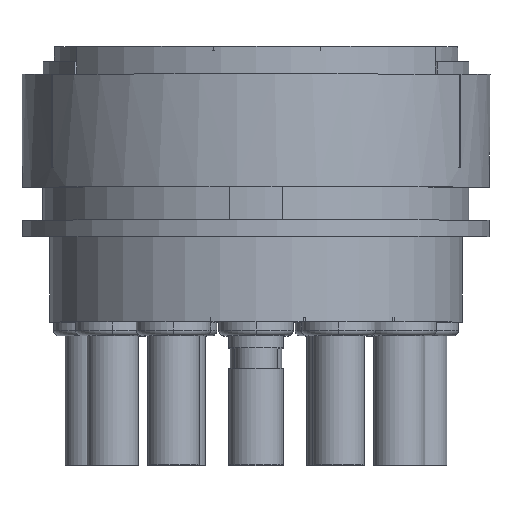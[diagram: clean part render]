
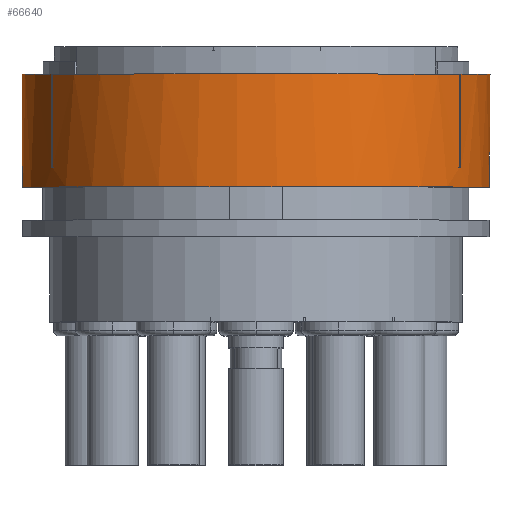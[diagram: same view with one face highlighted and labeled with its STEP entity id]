
A CAD part, top view. The second image highlights one B-rep face of the part: STEP entity #66640.
In plain terms, the highlighted cylindrical face has radius 8.5 mm (diameter 17 mm), a partial arc.
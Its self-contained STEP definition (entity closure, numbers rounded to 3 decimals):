
#26=CARTESIAN_POINT('',(0.,-4.4,0.));
#27=DIRECTION('',(0.,-1.,0.));
#28=DIRECTION('',(0.45,0.,-0.893));
#29=AXIS2_PLACEMENT_3D('',#26,#27,#28);
#474=CARTESIAN_POINT('',(0.,-1.,0.));
#475=DIRECTION('',(0.,1.,0.));
#476=DIRECTION('',(-0.785,0.,-0.619));
#477=AXIS2_PLACEMENT_3D('',#474,#475,#476);
#3457=DIRECTION('',(0.,1.,0.));
#3458=VECTOR('',#3457,0.7);
#3459=CARTESIAN_POINT('',(-7.064,-5.1,-4.727));
#3460=LINE('',#3459,#3458);
#3461=DIRECTION('',(0.,-1.,0.));
#3462=VECTOR('',#3461,2.8);
#3463=CARTESIAN_POINT('',(-6.676,-1.6,-5.262));
#3464=LINE('',#3463,#3462);
#3465=DIRECTION('',(0.,-1.,0.));
#3466=VECTOR('',#3465,0.2);
#3467=CARTESIAN_POINT('',(-6.676,-1.4,-5.262));
#3468=LINE('',#3467,#3466);
#3469=DIRECTION('',(0.,-1.,0.));
#3470=VECTOR('',#3469,0.4);
#3471=CARTESIAN_POINT('',(-6.676,-1.,-5.262));
#3472=LINE('',#3471,#3470);
#3473=DIRECTION('',(0.,-1.,0.));
#3474=VECTOR('',#3473,3.4);
#3475=CARTESIAN_POINT('',(-7.39,-1.,-4.2));
#3476=LINE('',#3475,#3474);
#3477=CARTESIAN_POINT('',(0.,-4.4,0.));
#3478=DIRECTION('',(0.,-1.,0.));
#3479=DIRECTION('',(-0.876,0.,-0.482));
#3480=AXIS2_PLACEMENT_3D('',#3477,#3478,#3479);
#3482=DIRECTION('',(0.,1.,0.));
#3483=VECTOR('',#3482,3.4);
#3484=CARTESIAN_POINT('',(-7.446,-4.4,-4.1));
#3485=LINE('',#3484,#3483);
#3486=CARTESIAN_POINT('',(0.,-1.,0.));
#3487=DIRECTION('',(0.,1.,0.));
#3488=DIRECTION('',(-0.876,0.,-0.482));
#3489=AXIS2_PLACEMENT_3D('',#3486,#3487,#3488);
#3491=CARTESIAN_POINT('',(0.,-4.4,0.));
#3492=DIRECTION('',(0.,-1.,0.));
#3493=DIRECTION('',(-0.869,0.,0.494));
#3494=AXIS2_PLACEMENT_3D('',#3491,#3492,#3493);
#3496=DIRECTION('',(0.,-1.,0.));
#3497=VECTOR('',#3496,3.4);
#3498=CARTESIAN_POINT('',(-7.39,-1.,4.2));
#3499=LINE('',#3498,#3497);
#3500=CARTESIAN_POINT('',(0.,-1.,0.));
#3501=DIRECTION('',(0.,-1.,0.));
#3502=DIRECTION('',(0.869,0.,0.494));
#3503=AXIS2_PLACEMENT_3D('',#3500,#3501,#3502);
#3505=DIRECTION('',(0.,-1.,0.));
#3506=VECTOR('',#3505,3.4);
#3507=CARTESIAN_POINT('',(7.39,-1.,4.2));
#3508=LINE('',#3507,#3506);
#3509=CARTESIAN_POINT('',(0.,-4.4,0.));
#3510=DIRECTION('',(0.,-1.,0.));
#3511=DIRECTION('',(0.876,0.,0.482));
#3512=AXIS2_PLACEMENT_3D('',#3509,#3510,#3511);
#3514=DIRECTION('',(0.,1.,0.));
#3515=VECTOR('',#3514,3.4);
#3516=CARTESIAN_POINT('',(7.446,-4.4,4.1));
#3517=LINE('',#3516,#3515);
#3518=CARTESIAN_POINT('',(0.,-1.,0.));
#3519=DIRECTION('',(0.,1.,0.));
#3520=DIRECTION('',(0.876,0.,0.482));
#3521=AXIS2_PLACEMENT_3D('',#3518,#3519,#3520);
#3523=CARTESIAN_POINT('',(0.,-4.4,0.));
#3524=DIRECTION('',(0.,-1.,0.));
#3525=DIRECTION('',(0.869,0.,-0.494));
#3526=AXIS2_PLACEMENT_3D('',#3523,#3524,#3525);
#3528=DIRECTION('',(0.,-1.,0.));
#3529=VECTOR('',#3528,3.4);
#3530=CARTESIAN_POINT('',(7.39,-1.,-4.2));
#3531=LINE('',#3530,#3529);
#3532=CARTESIAN_POINT('',(0.,-1.,0.));
#3533=DIRECTION('',(0.,-1.,0.));
#3534=DIRECTION('',(0.45,0.,-0.893));
#3535=AXIS2_PLACEMENT_3D('',#3532,#3533,#3534);
#3537=DIRECTION('',(0.,1.,0.));
#3538=VECTOR('',#3537,0.4);
#3539=CARTESIAN_POINT('',(3.827,-1.4,-7.59));
#3540=LINE('',#3539,#3538);
#3541=DIRECTION('',(0.,-1.,0.));
#3542=VECTOR('',#3541,0.2);
#3543=CARTESIAN_POINT('',(3.827,-1.4,-7.59));
#3544=LINE('',#3543,#3542);
#3545=DIRECTION('',(0.,1.,0.));
#3546=VECTOR('',#3545,2.8);
#3547=CARTESIAN_POINT('',(3.827,-4.4,-7.59));
#3548=LINE('',#3547,#3546);
#3549=DIRECTION('',(0.,1.,0.));
#3550=VECTOR('',#3549,0.7);
#3551=CARTESIAN_POINT('',(4.992,-5.1,-6.88));
#3552=LINE('',#3551,#3550);
#3557=CARTESIAN_POINT('',(0.,-5.1,0.));
#3558=DIRECTION('',(0.,-1.,0.));
#3559=DIRECTION('',(0.587,0.,-0.809));
#3560=AXIS2_PLACEMENT_3D('',#3557,#3558,#3559);
#43678=CARTESIAN_POINT('',(0.,-4.4,0.));
#43679=DIRECTION('',(0.,-1.,0.));
#43680=DIRECTION('',(-0.831,0.,-0.556));
#43681=AXIS2_PLACEMENT_3D('',#43678,#43679,#43680);
#43833=DIRECTION('',(0.,1.,0.));
#43834=VECTOR('',#43833,3.4);
#43835=CARTESIAN_POINT('',(-7.446,-4.4,4.1));
#43836=LINE('',#43835,#43834);
#44005=DIRECTION('',(0.,1.,0.));
#44006=VECTOR('',#44005,3.4);
#44007=CARTESIAN_POINT('',(7.446,-4.4,-4.1));
#44008=LINE('',#44007,#44006);
#51887=CARTESIAN_POINT('',(7.39,-1.,4.2));
#51888=VERTEX_POINT('',#51887);
#51889=CARTESIAN_POINT('',(7.39,-1.,-4.2));
#51890=VERTEX_POINT('',#51889);
#51895=CARTESIAN_POINT('',(3.827,-1.,-7.59));
#51896=VERTEX_POINT('',#51895);
#51917=CARTESIAN_POINT('',(-7.39,-1.,4.2));
#51918=VERTEX_POINT('',#51917);
#51919=CARTESIAN_POINT('',(-7.39,-1.,-4.2));
#51920=VERTEX_POINT('',#51919);
#51925=CARTESIAN_POINT('',(-6.676,-1.,-5.262));
#51926=VERTEX_POINT('',#51925);
#52773=CARTESIAN_POINT('',(-6.676,-1.4,-5.262));
#52774=CARTESIAN_POINT('',(-6.676,-1.6,-5.262));
#52775=VERTEX_POINT('',#52773);
#52776=VERTEX_POINT('',#52774);
#52777=CARTESIAN_POINT('',(-6.676,-4.4,-5.262));
#52778=VERTEX_POINT('',#52777);
#52796=CARTESIAN_POINT('',(3.827,-1.4,-7.59));
#52798=VERTEX_POINT('',#52796);
#52800=CARTESIAN_POINT('',(3.827,-1.6,-7.59));
#52802=VERTEX_POINT('',#52800);
#52813=CARTESIAN_POINT('',(3.827,-4.4,-7.59));
#52814=VERTEX_POINT('',#52813);
#56267=CARTESIAN_POINT('',(7.446,-1.,4.1));
#56268=CARTESIAN_POINT('',(7.446,-1.,-4.1));
#56269=VERTEX_POINT('',#56267);
#56270=VERTEX_POINT('',#56268);
#56271=CARTESIAN_POINT('',(-7.446,-1.,-4.1));
#56272=CARTESIAN_POINT('',(-7.446,-1.,4.1));
#56273=VERTEX_POINT('',#56271);
#56274=VERTEX_POINT('',#56272);
#56283=CARTESIAN_POINT('',(7.446,-4.4,4.1));
#56284=VERTEX_POINT('',#56283);
#56285=CARTESIAN_POINT('',(7.446,-4.4,-4.1));
#56286=VERTEX_POINT('',#56285);
#56287=CARTESIAN_POINT('',(-7.446,-4.4,-4.1));
#56288=VERTEX_POINT('',#56287);
#56289=CARTESIAN_POINT('',(-7.446,-4.4,4.1));
#56290=VERTEX_POINT('',#56289);
#57040=CARTESIAN_POINT('',(-7.064,-5.1,-4.727));
#57042=VERTEX_POINT('',#57040);
#57045=CARTESIAN_POINT('',(4.992,-5.1,-6.88));
#57047=VERTEX_POINT('',#57045);
#60670=CARTESIAN_POINT('',(-7.064,-4.4,-4.727));
#60672=VERTEX_POINT('',#60670);
#60675=CARTESIAN_POINT('',(4.992,-4.4,-6.88));
#60677=VERTEX_POINT('',#60675);
#60678=CARTESIAN_POINT('',(7.39,-4.4,-4.2));
#60680=VERTEX_POINT('',#60678);
#60684=CARTESIAN_POINT('',(7.39,-4.4,4.2));
#60685=VERTEX_POINT('',#60684);
#60686=CARTESIAN_POINT('',(-7.39,-4.4,-4.2));
#60688=VERTEX_POINT('',#60686);
#60692=CARTESIAN_POINT('',(-7.39,-4.4,4.2));
#60693=VERTEX_POINT('',#60692);
#66588=CARTESIAN_POINT('',(0.,0.,0.));
#66589=DIRECTION('',(0.,1.,0.));
#66590=DIRECTION('',(0.,0.,1.));
#66591=AXIS2_PLACEMENT_3D('',#66588,#66589,#66590);
#66592=CYLINDRICAL_SURFACE('',#66591,8.5);
#66594=ORIENTED_EDGE('',*,*,#66593,.T.);
#66596=ORIENTED_EDGE('',*,*,#66595,.T.);
#66598=ORIENTED_EDGE('',*,*,#66597,.F.);
#66600=ORIENTED_EDGE('',*,*,#66599,.F.);
#66601=ORIENTED_EDGE('',*,*,#64856,.F.);
#66602=ORIENTED_EDGE('',*,*,#64870,.T.);
#66603=ORIENTED_EDGE('',*,*,#64882,.T.);
#66604=ORIENTED_EDGE('',*,*,#64913,.F.);
#66606=ORIENTED_EDGE('',*,*,#66605,.T.);
#66608=ORIENTED_EDGE('',*,*,#66607,.T.);
#66610=ORIENTED_EDGE('',*,*,#66609,.F.);
#66611=ORIENTED_EDGE('',*,*,#64901,.F.);
#66613=ORIENTED_EDGE('',*,*,#66612,.F.);
#66615=ORIENTED_EDGE('',*,*,#66614,.F.);
#66616=ORIENTED_EDGE('',*,*,#66580,.T.);
#66617=ORIENTED_EDGE('',*,*,#66528,.F.);
#66619=ORIENTED_EDGE('',*,*,#66618,.T.);
#66621=ORIENTED_EDGE('',*,*,#66620,.T.);
#66623=ORIENTED_EDGE('',*,*,#66622,.F.);
#66624=ORIENTED_EDGE('',*,*,#66516,.F.);
#66626=ORIENTED_EDGE('',*,*,#66625,.F.);
#66628=ORIENTED_EDGE('',*,*,#66627,.F.);
#66630=ORIENTED_EDGE('',*,*,#66629,.F.);
#66632=ORIENTED_EDGE('',*,*,#66631,.T.);
#66633=ORIENTED_EDGE('',*,*,#64295,.F.);
#66634=ORIENTED_EDGE('',*,*,#64311,.T.);
#66635=ORIENTED_EDGE('',*,*,#64326,.F.);
#66637=ORIENTED_EDGE('',*,*,#66636,.T.);
#66638=EDGE_LOOP('',(#66594,#66596,#66598,#66600,#66601,#66602,#66603,#66604,
#66606,#66608,#66610,#66611,#66613,#66615,#66616,#66617,#66619,#66621,#66623,
#66624,#66626,#66628,#66630,#66632,#66633,#66634,#66635,#66637));
#66639=FACE_OUTER_BOUND('',#66638,.F.);
#30=CIRCLE('',#29,8.5);
#478=CIRCLE('',#477,8.5);
#3481=CIRCLE('',#3480,8.5);
#3490=CIRCLE('',#3489,8.5);
#3495=CIRCLE('',#3494,8.5);
#3504=CIRCLE('',#3503,8.5);
#3513=CIRCLE('',#3512,8.5);
#3522=CIRCLE('',#3521,8.5);
#3527=CIRCLE('',#3526,8.5);
#3536=CIRCLE('',#3535,8.5);
#3561=CIRCLE('',#3560,8.5);
#43682=CIRCLE('',#43681,8.5);
#64295=EDGE_CURVE('',#52814,#52802,#3548,.T.);
#64311=EDGE_CURVE('',#52814,#60677,#30,.T.);
#64326=EDGE_CURVE('',#57047,#60677,#3552,.T.);
#64856=EDGE_CURVE('',#51926,#52775,#3472,.T.);
#64870=EDGE_CURVE('',#51926,#51920,#478,.T.);
#64882=EDGE_CURVE('',#51920,#60688,#3476,.T.);
#64901=EDGE_CURVE('',#60693,#56290,#3495,.T.);
#64913=EDGE_CURVE('',#56288,#60688,#3481,.T.);
#66516=EDGE_CURVE('',#60680,#56286,#3527,.T.);
#66528=EDGE_CURVE('',#56284,#60685,#3513,.T.);
#66580=EDGE_CURVE('',#51888,#60685,#3508,.T.);
#66593=EDGE_CURVE('',#57042,#60672,#3460,.T.);
#66595=EDGE_CURVE('',#60672,#52778,#43682,.T.);
#66597=EDGE_CURVE('',#52776,#52778,#3464,.T.);
#66599=EDGE_CURVE('',#52775,#52776,#3468,.T.);
#66605=EDGE_CURVE('',#56288,#56273,#3485,.T.);
#66607=EDGE_CURVE('',#56273,#56274,#3490,.T.);
#66609=EDGE_CURVE('',#56290,#56274,#43836,.T.);
#66612=EDGE_CURVE('',#51918,#60693,#3499,.T.);
#66614=EDGE_CURVE('',#51888,#51918,#3504,.T.);
#66618=EDGE_CURVE('',#56284,#56269,#3517,.T.);
#66620=EDGE_CURVE('',#56269,#56270,#3522,.T.);
#66622=EDGE_CURVE('',#56286,#56270,#44008,.T.);
#66625=EDGE_CURVE('',#51890,#60680,#3531,.T.);
#66627=EDGE_CURVE('',#51896,#51890,#3536,.T.);
#66629=EDGE_CURVE('',#52798,#51896,#3540,.T.);
#66631=EDGE_CURVE('',#52798,#52802,#3544,.T.);
#66636=EDGE_CURVE('',#57047,#57042,#3561,.T.);
#66640=ADVANCED_FACE('',(#66639),#66592,.T.);
